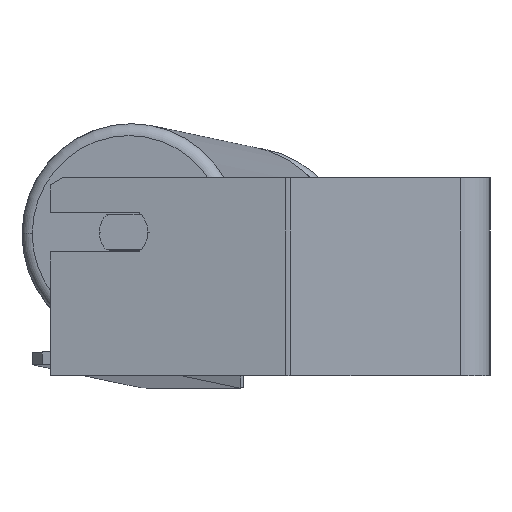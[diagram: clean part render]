
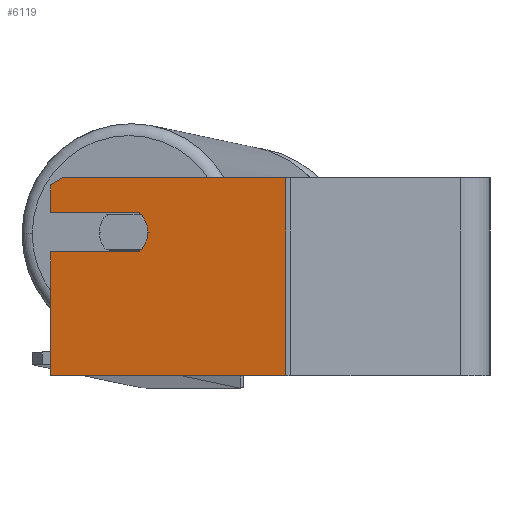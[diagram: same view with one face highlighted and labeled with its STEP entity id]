
A CAD part, left-side view. The second image highlights one B-rep face of the part: STEP entity #6119.
In plain terms, the highlighted planar face has unit normal (-0.985, 0.174, 0).
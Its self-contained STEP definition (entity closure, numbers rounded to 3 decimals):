
#35 = VECTOR ( 'NONE', #679, 1000. ) ;
#45 = VECTOR ( 'NONE', #8036, 1000. ) ;
#369 = LINE ( 'NONE', #4661, #1952 ) ;
#455 = VERTEX_POINT ( 'NONE', #3538 ) ;
#486 = DIRECTION ( 'NONE',  ( 0.15, 0.853, -0.5 ) ) ;
#679 = DIRECTION ( 'NONE',  ( -0.174, -0.985, 0. ) ) ;
#684 = DIRECTION ( 'NONE',  ( 0., 0., -1. ) ) ;
#729 = ORIENTED_EDGE ( 'NONE', *, *, #7139, .F. ) ;
#809 = VERTEX_POINT ( 'NONE', #6289 ) ;
#842 = VECTOR ( 'NONE', #2521, 1000. ) ;
#901 = CARTESIAN_POINT ( 'NONE',  ( -413.05, 177.739, 26. ) ) ;
#907 = CARTESIAN_POINT ( 'NONE',  ( -413.05, 177.739, 40. ) ) ;
#926 = ORIENTED_EDGE ( 'NONE', *, *, #2918, .F. ) ;
#979 = CARTESIAN_POINT ( 'NONE',  ( -419.301, 142.286, 26. ) ) ;
#1276 = CARTESIAN_POINT ( 'NONE',  ( -419.301, 142.286, 10. ) ) ;
#1512 = VERTEX_POINT ( 'NONE', #1276 ) ;
#1551 = ORIENTED_EDGE ( 'NONE', *, *, #3039, .T. ) ;
#1608 = LINE ( 'NONE', #7143, #5806 ) ;
#1669 = LINE ( 'NONE', #979, #7674 ) ;
#1787 = CARTESIAN_POINT ( 'NONE',  ( -419.301, 142.286, 26. ) ) ;
#1927 = EDGE_CURVE ( 'NONE', #2200, #5308, #8457, .T. ) ;
#1952 = VECTOR ( 'NONE', #4580, 1000. ) ;
#2136 = PLANE ( 'NONE',  #6113 ) ;
#2164 = ORIENTED_EDGE ( 'NONE', *, *, #7816, .F. ) ;
#2200 = VERTEX_POINT ( 'NONE', #7948 ) ;
#2232 = EDGE_CURVE ( 'NONE', #8307, #5130, #2595, .T. ) ;
#2329 = FACE_OUTER_BOUND ( 'NONE', #7062, .T. ) ;
#2417 = DIRECTION ( 'NONE',  ( 0., 0., -1. ) ) ;
#2474 = ORIENTED_EDGE ( 'NONE', *, *, #7610, .F. ) ;
#2521 = DIRECTION ( 'NONE',  ( -0.174, -0.985, 0. ) ) ;
#2594 = CIRCLE ( 'NONE', #7274, 10. ) ;
#2595 = LINE ( 'NONE', #5411, #45 ) ;
#2723 = VECTOR ( 'NONE', #2417, 1000. ) ;
#2797 = ORIENTED_EDGE ( 'NONE', *, *, #2232, .T. ) ;
#2833 = CARTESIAN_POINT ( 'NONE',  ( -413.05, 177.739, 40. ) ) ;
#2907 = ORIENTED_EDGE ( 'NONE', *, *, #3287, .T. ) ;
#2918 = EDGE_CURVE ( 'NONE', #1512, #455, #8379, .T. ) ;
#2979 = VERTEX_POINT ( 'NONE', #1787 ) ;
#3039 = EDGE_CURVE ( 'NONE', #5519, #3912, #369, .T. ) ;
#3287 = EDGE_CURVE ( 'NONE', #809, #8307, #1608, .T. ) ;
#3376 = CARTESIAN_POINT ( 'NONE',  ( -429.818, 82.643, -40. ) ) ;
#3538 = CARTESIAN_POINT ( 'NONE',  ( -419.996, 138.347, 18. ) ) ;
#3682 = ORIENTED_EDGE ( 'NONE', *, *, #1927, .F. ) ;
#3723 = DIRECTION ( 'NONE',  ( 0.985, -0.174, 0. ) ) ;
#3912 = VERTEX_POINT ( 'NONE', #901 ) ;
#4347 = ORIENTED_EDGE ( 'NONE', *, *, #6582, .F. ) ;
#4580 = DIRECTION ( 'NONE',  ( 0., 0., -1. ) ) ;
#4661 = CARTESIAN_POINT ( 'NONE',  ( -413.05, 177.739, 40. ) ) ;
#4765 = LINE ( 'NONE', #8890, #5282 ) ;
#5078 = AXIS2_PLACEMENT_3D ( 'NONE', #6176, #6794, #8922 ) ;
#5130 = VERTEX_POINT ( 'NONE', #3376 ) ;
#5282 = VECTOR ( 'NONE', #486, 1000. ) ;
#5308 = VERTEX_POINT ( 'NONE', #8380 ) ;
#5340 = CARTESIAN_POINT ( 'NONE',  ( -419.301, 142.286, 10. ) ) ;
#5411 = CARTESIAN_POINT ( 'NONE',  ( -413.05, 177.739, -40. ) ) ;
#5519 = VERTEX_POINT ( 'NONE', #8877 ) ;
#5806 = VECTOR ( 'NONE', #684, 1000. ) ;
#5894 = DIRECTION ( 'NONE',  ( -0.174, -0.985, 0. ) ) ;
#5974 = CARTESIAN_POINT ( 'NONE',  ( -429.818, 82.643, 40. ) ) ;
#6100 = CARTESIAN_POINT ( 'NONE',  ( -413.05, 177.739, -40. ) ) ;
#6113 = AXIS2_PLACEMENT_3D ( 'NONE', #907, #3723, #6514 ) ;
#6119 = ADVANCED_FACE ( 'NONE', ( #2329 ), #2136, .F. ) ;
#6176 = CARTESIAN_POINT ( 'NONE',  ( -418.259, 148.195, 18. ) ) ;
#6289 = CARTESIAN_POINT ( 'NONE',  ( -413.05, 177.739, 10. ) ) ;
#6514 = DIRECTION ( 'NONE',  ( 0.174, 0.985, 0. ) ) ;
#6572 = DIRECTION ( 'NONE',  ( -0.985, 0.174, 0. ) ) ;
#6580 = ORIENTED_EDGE ( 'NONE', *, *, #8322, .T. ) ;
#6582 = EDGE_CURVE ( 'NONE', #2979, #3912, #1669, .T. ) ;
#6745 = LINE ( 'NONE', #5340, #842 ) ;
#6794 = DIRECTION ( 'NONE',  ( -0.985, 0.174, 0. ) ) ;
#7062 = EDGE_LOOP ( 'NONE', ( #3682, #6580, #1551, #4347, #2164, #926, #2474, #2907, #2797, #729 ) ) ;
#7139 = EDGE_CURVE ( 'NONE', #5308, #5130, #7945, .T. ) ;
#7143 = CARTESIAN_POINT ( 'NONE',  ( -413.05, 177.739, 40. ) ) ;
#7229 = CARTESIAN_POINT ( 'NONE',  ( -418.259, 148.195, 18. ) ) ;
#7274 = AXIS2_PLACEMENT_3D ( 'NONE', #7229, #6572, #5894 ) ;
#7610 = EDGE_CURVE ( 'NONE', #809, #1512, #6745, .T. ) ;
#7674 = VECTOR ( 'NONE', #8574, 1000. ) ;
#7816 = EDGE_CURVE ( 'NONE', #455, #2979, #2594, .T. ) ;
#7945 = LINE ( 'NONE', #5974, #2723 ) ;
#7948 = CARTESIAN_POINT ( 'NONE',  ( -413.918, 172.815, 40. ) ) ;
#8036 = DIRECTION ( 'NONE',  ( -0.174, -0.985, 0. ) ) ;
#8307 = VERTEX_POINT ( 'NONE', #6100 ) ;
#8322 = EDGE_CURVE ( 'NONE', #2200, #5519, #4765, .T. ) ;
#8379 = CIRCLE ( 'NONE', #5078, 10. ) ;
#8380 = CARTESIAN_POINT ( 'NONE',  ( -429.818, 82.643, 40. ) ) ;
#8457 = LINE ( 'NONE', #2833, #35 ) ;
#8574 = DIRECTION ( 'NONE',  ( 0.174, 0.985, 0. ) ) ;
#8877 = CARTESIAN_POINT ( 'NONE',  ( -413.05, 177.739, 37.113 ) ) ;
#8890 = CARTESIAN_POINT ( 'NONE',  ( -413.05, 177.739, 37.113 ) ) ;
#8922 = DIRECTION ( 'NONE',  ( -0.174, -0.985, 0. ) ) ;
